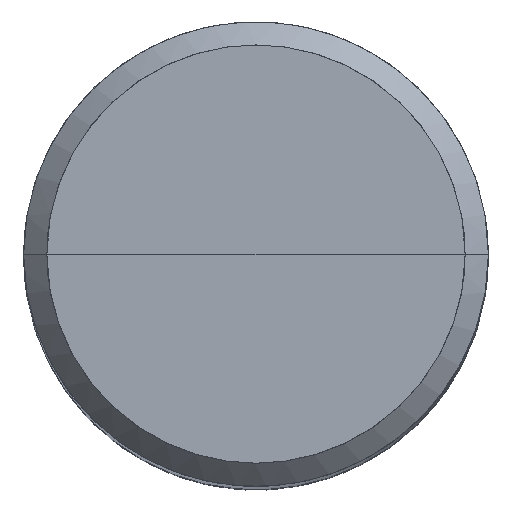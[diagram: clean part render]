
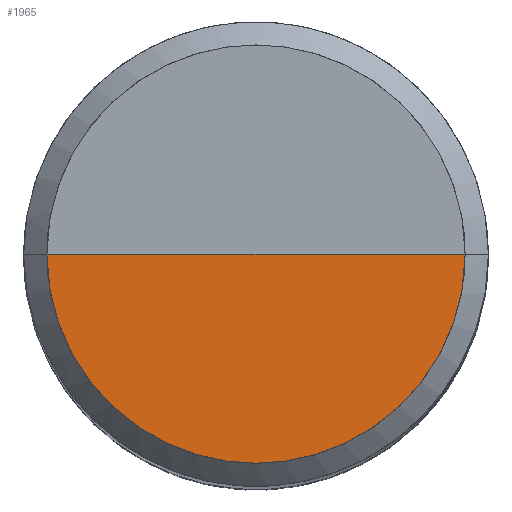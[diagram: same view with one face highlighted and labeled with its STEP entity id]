
A CAD part, top view. The second image highlights one B-rep face of the part: STEP entity #1965.
In plain terms, the highlighted free-form (B-spline) face has degree [1, 2] with [2, 5] control points.
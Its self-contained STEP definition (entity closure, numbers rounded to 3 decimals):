
#1610=CARTESIAN_POINT('',(9.0,0.0,68.0));
#1614=CARTESIAN_POINT('',(-9.0,0.0,68.0));
#1615=CARTESIAN_POINT('',(0.0,0.0,68.0));
#1622=CARTESIAN_POINT('',(-9.0,-9.0,68.0));
#1623=CARTESIAN_POINT('',(0.0,-9.0,68.0));
#1624=CARTESIAN_POINT('',(9.0,-9.0,68.0));
#1950=(
BOUNDED_SURFACE()
B_SPLINE_SURFACE(1,2,(
(#1614,#1622,#1623,#1624,#1610),
(#1615,#1615,#1615,#1615,#1615)
), .UNSPECIFIED.,.F.,.F.,.F.)
B_SPLINE_SURFACE_WITH_KNOTS((2,2),(3,2,3),(
0.0,1.0),(
0.0,0.5,1.0), .UNSPECIFIED.)
GEOMETRIC_REPRESENTATION_ITEM()
RATIONAL_B_SPLINE_SURFACE(((1.0,0.707,1.0,0.707,1.0),
(1.0,0.707,1.0,0.707,1.0)
))
REPRESENTATION_ITEM('')
SURFACE()
);
#1951=(
BOUNDED_CURVE()
B_SPLINE_CURVE(2,(#1610,#1624,#1623,#1622,#1614),.UNSPECIFIED.,.F.,.F.)
B_SPLINE_CURVE_WITH_KNOTS((3,2,3),
(0.0,0.5,1.0),.UNSPECIFIED.)
CURVE()
GEOMETRIC_REPRESENTATION_ITEM()
RATIONAL_B_SPLINE_CURVE((1.0,0.707,1.0,0.707,1.0))
REPRESENTATION_ITEM('')
);
#1952=(
BOUNDED_CURVE()
B_SPLINE_CURVE(1,(#1614,#1615),.UNSPECIFIED.,.F.,.F.)
B_SPLINE_CURVE_WITH_KNOTS((2,2),
(0.0,1.0),.UNSPECIFIED.)
CURVE()
GEOMETRIC_REPRESENTATION_ITEM()
RATIONAL_B_SPLINE_CURVE((1.0,1.0))
REPRESENTATION_ITEM('')
);
#1953=(
BOUNDED_CURVE()
B_SPLINE_CURVE(1,(#1615,#1610),.UNSPECIFIED.,.F.,.F.)
B_SPLINE_CURVE_WITH_KNOTS((2,2),
(0.0,1.0),.UNSPECIFIED.)
CURVE()
GEOMETRIC_REPRESENTATION_ITEM()
RATIONAL_B_SPLINE_CURVE((1.0,1.0))
REPRESENTATION_ITEM('')
);
#1954=VERTEX_POINT('',#1610);
#1955=VERTEX_POINT('',#1614);
#1956=VERTEX_POINT('',#1615);
#1957=EDGE_CURVE('',#1954,#1955,#1951,.T.);
#1958=EDGE_CURVE('',#1955,#1956,#1952,.T.);
#1959=EDGE_CURVE('',#1956,#1954,#1953,.T.);
#1960=ORIENTED_EDGE('',*,*,#1957,.T.);
#1961=ORIENTED_EDGE('',*,*,#1958,.T.);
#1962=ORIENTED_EDGE('',*,*,#1959,.T.);
#1963=EDGE_LOOP('',(#1960,#1961,#1962));
#1964=FACE_OUTER_BOUND('',#1963,.T.);
#1965=ADVANCED_FACE('',(#1964),#1950,.T.);
